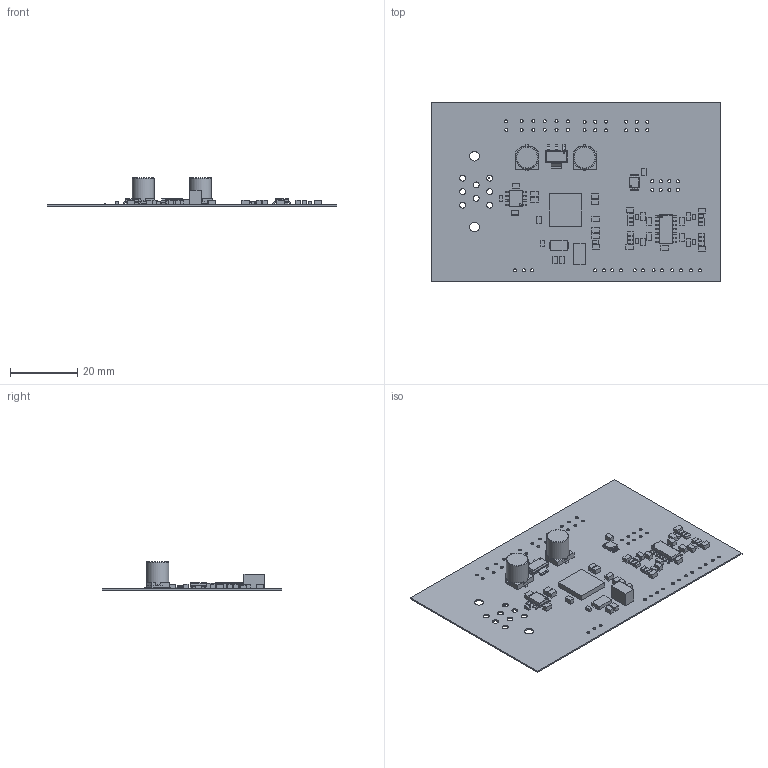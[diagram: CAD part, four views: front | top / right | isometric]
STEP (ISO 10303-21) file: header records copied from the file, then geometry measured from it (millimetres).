
FILE_DESCRIPTION(('Open CASCADE Model'),'2;1');
FILE_NAME('Open CASCADE Shape Model','2020-08-26T02:55:10',('Author'),( 'Open CASCADE'),'Open CASCADE STEP processor 6.8','Open CASCADE 6.8' ,'Unknown');
FILE_SCHEMA(('AUTOMOTIVE_DESIGN { 1 0 10303 214 1 1 1 1 }'));
Length unit declared in the file: millimetre
Products named in the file (94): PCB; Board; Open CASCADE STEP translator 6.8 1.1.1; J4; 4493464640; Extruded; C29; 6801895600; C28; 6012884192; Y1; 6802992608; Body; Pins; U5; 6924449360; PinsArrayL; FilletPinR; U4; 6811058016; PinsArrayLR; U3; 6512942496; U2; 5923429632; U1; 6774480048; S1; 6012880752; R19; 6801897280; R18; R17; 6012882592; R16; R15; R14; R13; R12; R11 ...
Assembly tree (136 placements, depth 4):
  PCB
    Board
      Open CASCADE STEP translator 6.8 1.1.1
    J4
      4493464640
        Extruded
    C29
      6801895600
        Extruded
    C28
      6012884192
        Extruded
    Y1
      6802992608
        Body
        Pins
    U5
      6924449360
        Body
        PinsArrayL
        FilletPinR
    U4
      6811058016
        Body
        PinsArrayLR
    U3
      6512942496
        Body
        PinsArrayLR
    U2
      5923429632
        Extruded
    U1
      6774480048
        Body
        PinsArrayLR
    S1
      6012880752
        Extruded
    R19
      6801897280
        Extruded
    R18
      6801897280
        Extruded
    R17
      6012882592
        Extruded
    R16
      6012882592
        Extruded
    R15
      6012882592
        Extruded
    R14
      6012882592
        Extruded
    R13
      6012882592
        Extruded
Bounding box: 85.85 x 53.34 x 8.41 mm (x, y, z)
Volume: 2938 mm3; surface area: 11318.6 mm2
Topology: 101 solids, 101 shells, 1009 faces, 2341 edges, 1538 vertices
Faces by surface type: plane 790, cylinder 215, torus 4
Full cylindrical faces by diameter (mm): 0.375 x1, 0.438 x1, 0.487 x2, 0.9 x47, 1.753 x8, 2.845 x2, 6.5 x2
Entity records: 23684 total; most frequent: DIRECTION 3864, CARTESIAN_POINT 3767, ORIENTED_EDGE 3516, EDGE_CURVE 1758, LINE 1370, VECTOR 1370, AXIS2_PLACEMENT_3D 1247, VERTEX_POINT 1150
